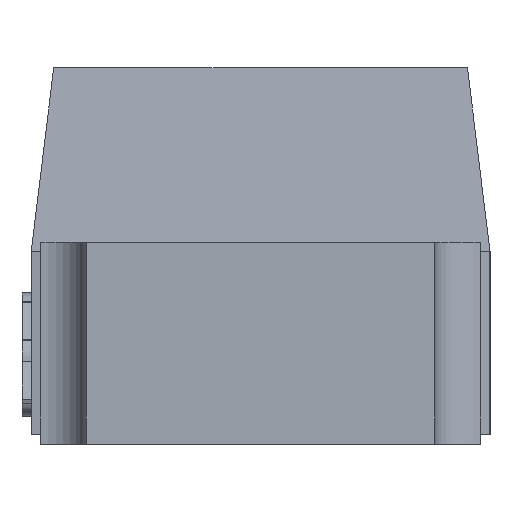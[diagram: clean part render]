
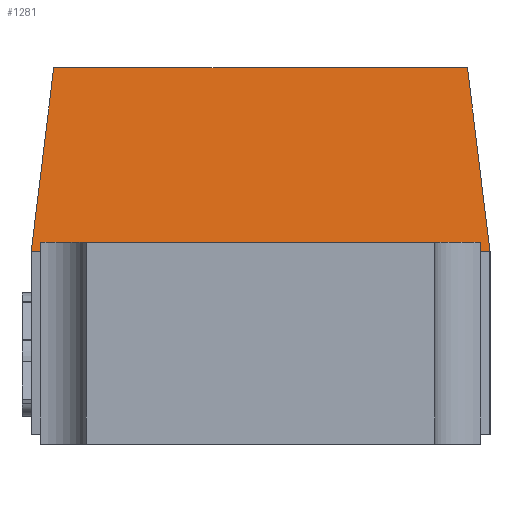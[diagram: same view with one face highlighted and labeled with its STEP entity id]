
A CAD part, left-side view. The second image highlights one B-rep face of the part: STEP entity #1281.
In plain terms, the highlighted planar face has unit normal (-0.993, 0, 0.122).
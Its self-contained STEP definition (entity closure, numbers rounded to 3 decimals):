
#96 = EDGE_LOOP ( 'NONE', ( #12121, #7350, #12584, #521 ) ) ;
#269 = CARTESIAN_POINT ( 'NONE',  ( -0.25, -0.225, 0.4 ) ) ;
#521 = ORIENTED_EDGE ( 'NONE', *, *, #13345, .T. ) ;
#1149 = CARTESIAN_POINT ( 'NONE',  ( -0.275, -0.25, 0.2 ) ) ;
#1221 = DIRECTION ( 'NONE',  ( -0.121, -0.121, -0.985 ) ) ;
#1281 = ADVANCED_FACE ( 'NONE', ( #8588 ), #5015, .T. ) ;
#1462 = VERTEX_POINT ( 'NONE', #9321 ) ;
#1812 = LINE ( 'NONE', #15236, #5532 ) ;
#1969 = EDGE_CURVE ( 'NONE', #6046, #14858, #2648, .T. ) ;
#2648 = LINE ( 'NONE', #1149, #10519 ) ;
#3907 = DIRECTION ( 'NONE',  ( 0.122, 0., 0.993 ) ) ;
#4700 = EDGE_CURVE ( 'NONE', #1462, #14858, #11630, .T. ) ;
#4797 = VECTOR ( 'NONE', #10517, 1000. ) ;
#5015 = PLANE ( 'NONE',  #5727 ) ;
#5348 = LINE ( 'NONE', #13989, #13324 ) ;
#5532 = VECTOR ( 'NONE', #6667, 1000. ) ;
#5727 = AXIS2_PLACEMENT_3D ( 'NONE', #9848, #14700, #3907 ) ;
#6046 = VERTEX_POINT ( 'NONE', #269 ) ;
#6667 = DIRECTION ( 'NONE',  ( 0., -1., 0. ) ) ;
#7350 = ORIENTED_EDGE ( 'NONE', *, *, #1969, .F. ) ;
#8044 = CARTESIAN_POINT ( 'NONE',  ( -0.275, 0.25, 0.2 ) ) ;
#8588 = FACE_OUTER_BOUND ( 'NONE', #96, .T. ) ;
#8978 = EDGE_CURVE ( 'NONE', #14256, #6046, #1812, .T. ) ;
#9160 = DIRECTION ( 'NONE',  ( -0.121, 0.121, -0.985 ) ) ;
#9321 = CARTESIAN_POINT ( 'NONE',  ( -0.275, 0.25, 0.2 ) ) ;
#9848 = CARTESIAN_POINT ( 'NONE',  ( -0.275, 0.25, 0.2 ) ) ;
#10217 = CARTESIAN_POINT ( 'NONE',  ( -0.275, -0.25, 0.2 ) ) ;
#10517 = DIRECTION ( 'NONE',  ( 0., -1., 0. ) ) ;
#10519 = VECTOR ( 'NONE', #1221, 1000. ) ;
#11630 = LINE ( 'NONE', #8044, #4797 ) ;
#12121 = ORIENTED_EDGE ( 'NONE', *, *, #4700, .T. ) ;
#12167 = CARTESIAN_POINT ( 'NONE',  ( -0.25, 0.225, 0.4 ) ) ;
#12584 = ORIENTED_EDGE ( 'NONE', *, *, #8978, .F. ) ;
#13324 = VECTOR ( 'NONE', #9160, 1000. ) ;
#13345 = EDGE_CURVE ( 'NONE', #14256, #1462, #5348, .T. ) ;
#13989 = CARTESIAN_POINT ( 'NONE',  ( -0.275, 0.25, 0.2 ) ) ;
#14256 = VERTEX_POINT ( 'NONE', #12167 ) ;
#14700 = DIRECTION ( 'NONE',  ( -0.993, 0., 0.122 ) ) ;
#14858 = VERTEX_POINT ( 'NONE', #10217 ) ;
#15236 = CARTESIAN_POINT ( 'NONE',  ( -0.25, 0.25, 0.4 ) ) ;
